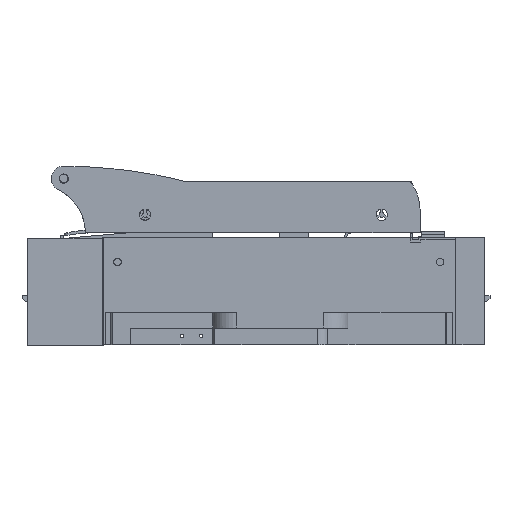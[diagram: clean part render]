
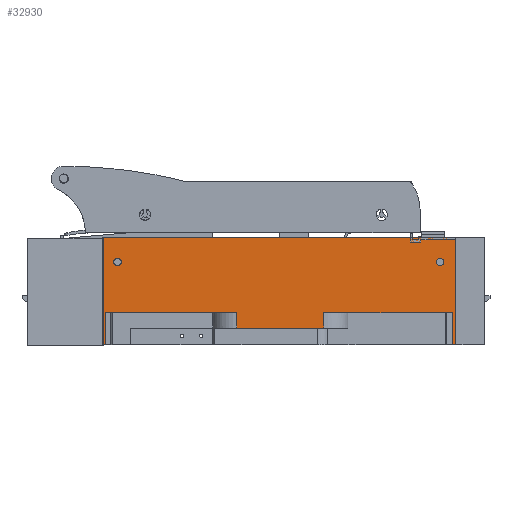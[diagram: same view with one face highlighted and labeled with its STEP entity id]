
A CAD part, front view. The second image highlights one B-rep face of the part: STEP entity #32930.
In plain terms, the highlighted face is planar.
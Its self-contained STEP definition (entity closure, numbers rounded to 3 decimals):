
#32819=AXIS2_PLACEMENT_3D('Plane Axis2P3D',#32816,#32817,#32818) ;
#32896=AXIS2_PLACEMENT_3D('Circle Axis2P3D',#32894,#32895,$) ;
#32905=AXIS2_PLACEMENT_3D('Circle Axis2P3D',#32903,#32904,$) ;
#32914=AXIS2_PLACEMENT_3D('Circle Axis2P3D',#32912,#32913,$) ;
#32923=AXIS2_PLACEMENT_3D('Circle Axis2P3D',#32921,#32922,$) ;
#31759=CARTESIAN_POINT('Vertex',(-115.,34.25,0.)) ;
#31762=CARTESIAN_POINT('Line Origine',(-114.,34.25,0.)) ;
#31766=CARTESIAN_POINT('Vertex',(-113.,34.25,0.)) ;
#31906=CARTESIAN_POINT('Vertex',(113.,34.25,0.)) ;
#31909=CARTESIAN_POINT('Line Origine',(114.,34.25,0.)) ;
#31913=CARTESIAN_POINT('Vertex',(115.,34.25,0.)) ;
#32714=CARTESIAN_POINT('Vertex',(-115.,34.25,70.)) ;
#32717=CARTESIAN_POINT('Line Origine',(-115.,34.25,35.)) ;
#32816=CARTESIAN_POINT('Axis2P3D Location',(0.,34.25,0.)) ;
#32821=CARTESIAN_POINT('Line Origine',(-29.25,34.25,16.)) ;
#32825=CARTESIAN_POINT('Vertex',(-29.25,34.25,11.)) ;
#32827=CARTESIAN_POINT('Vertex',(-29.25,34.25,21.)) ;
#32830=CARTESIAN_POINT('Line Origine',(-71.125,34.25,21.)) ;
#32834=CARTESIAN_POINT('Vertex',(-113.,34.25,21.)) ;
#32837=CARTESIAN_POINT('Line Origine',(-113.,34.25,10.5)) ;
#32842=CARTESIAN_POINT('Line Origine',(0.,34.25,70.)) ;
#32846=CARTESIAN_POINT('Vertex',(115.,34.25,70.)) ;
#32849=CARTESIAN_POINT('Line Origine',(115.,34.25,35.)) ;
#32854=CARTESIAN_POINT('Line Origine',(113.,34.25,10.5)) ;
#32858=CARTESIAN_POINT('Vertex',(113.,34.25,21.)) ;
#32861=CARTESIAN_POINT('Line Origine',(70.125,34.25,21.)) ;
#32865=CARTESIAN_POINT('Vertex',(27.25,34.25,21.)) ;
#32868=CARTESIAN_POINT('Line Origine',(27.25,34.25,16.)) ;
#32872=CARTESIAN_POINT('Vertex',(27.25,34.25,11.)) ;
#32875=CARTESIAN_POINT('Line Origine',(-1.,34.25,11.)) ;
#32894=CARTESIAN_POINT('Axis2P3D Location',(105.,34.25,54.)) ;
#32898=CARTESIAN_POINT('Vertex',(105.,34.25,51.5)) ;
#32900=CARTESIAN_POINT('Vertex',(105.,34.25,56.5)) ;
#32903=CARTESIAN_POINT('Axis2P3D Location',(105.,34.25,54.)) ;
#32912=CARTESIAN_POINT('Axis2P3D Location',(-105.,34.25,54.)) ;
#32916=CARTESIAN_POINT('Vertex',(-105.,34.25,56.5)) ;
#32918=CARTESIAN_POINT('Vertex',(-105.,34.25,51.5)) ;
#32921=CARTESIAN_POINT('Axis2P3D Location',(-105.,34.25,54.)) ;
#31763=DIRECTION('Vector Direction',(-1.,0.,0.)) ;
#31910=DIRECTION('Vector Direction',(-1.,0.,0.)) ;
#32718=DIRECTION('Vector Direction',(0.,0.,-1.)) ;
#32817=DIRECTION('Axis2P3D Direction',(0.,1.,0.)) ;
#32818=DIRECTION('Axis2P3D XDirection',(0.,0.,1.)) ;
#32822=DIRECTION('Vector Direction',(0.,0.,1.)) ;
#32831=DIRECTION('Vector Direction',(-1.,0.,0.)) ;
#32838=DIRECTION('Vector Direction',(0.,0.,1.)) ;
#32843=DIRECTION('Vector Direction',(1.,0.,0.)) ;
#32850=DIRECTION('Vector Direction',(0.,0.,1.)) ;
#32855=DIRECTION('Vector Direction',(0.,0.,1.)) ;
#32862=DIRECTION('Vector Direction',(-1.,0.,0.)) ;
#32869=DIRECTION('Vector Direction',(0.,0.,1.)) ;
#32876=DIRECTION('Vector Direction',(1.,0.,0.)) ;
#32895=DIRECTION('Axis2P3D Direction',(0.,1.,0.)) ;
#32904=DIRECTION('Axis2P3D Direction',(0.,1.,0.)) ;
#32913=DIRECTION('Axis2P3D Direction',(0.,1.,0.)) ;
#32922=DIRECTION('Axis2P3D Direction',(0.,1.,0.)) ;
#31764=VECTOR('Line Direction',#31763,1.) ;
#31911=VECTOR('Line Direction',#31910,1.) ;
#32719=VECTOR('Line Direction',#32718,1.) ;
#32823=VECTOR('Line Direction',#32822,1.) ;
#32832=VECTOR('Line Direction',#32831,1.) ;
#32839=VECTOR('Line Direction',#32838,1.) ;
#32844=VECTOR('Line Direction',#32843,1.) ;
#32851=VECTOR('Line Direction',#32850,1.) ;
#32856=VECTOR('Line Direction',#32855,1.) ;
#32863=VECTOR('Line Direction',#32862,1.) ;
#32870=VECTOR('Line Direction',#32869,1.) ;
#32877=VECTOR('Line Direction',#32876,1.) ;
#32881=ORIENTED_EDGE('',*,*,#32829,.T.) ;
#32882=ORIENTED_EDGE('',*,*,#32836,.T.) ;
#32883=ORIENTED_EDGE('',*,*,#32841,.F.) ;
#32884=ORIENTED_EDGE('',*,*,#31768,.T.) ;
#32885=ORIENTED_EDGE('',*,*,#32721,.F.) ;
#32886=ORIENTED_EDGE('',*,*,#32848,.T.) ;
#32887=ORIENTED_EDGE('',*,*,#32853,.F.) ;
#32888=ORIENTED_EDGE('',*,*,#31915,.T.) ;
#32889=ORIENTED_EDGE('',*,*,#32860,.T.) ;
#32890=ORIENTED_EDGE('',*,*,#32867,.T.) ;
#32891=ORIENTED_EDGE('',*,*,#32874,.F.) ;
#32892=ORIENTED_EDGE('',*,*,#32879,.F.) ;
#32909=ORIENTED_EDGE('',*,*,#32902,.F.) ;
#32910=ORIENTED_EDGE('',*,*,#32907,.F.) ;
#32927=ORIENTED_EDGE('',*,*,#32920,.F.) ;
#32928=ORIENTED_EDGE('',*,*,#32925,.F.) ;
#32911=FACE_BOUND('',#32908,.T.) ;
#32929=FACE_BOUND('',#32926,.T.) ;
#32930=ADVANCED_FACE('Hauptkoerper nicht benutzen',(#32893,#32911,#32929),#32820,.T.) ;
#32897=CIRCLE('generated circle',#32896,2.5) ;
#32906=CIRCLE('generated circle',#32905,2.5) ;
#32915=CIRCLE('generated circle',#32914,2.5) ;
#32924=CIRCLE('generated circle',#32923,2.5) ;
#31768=EDGE_CURVE('',#31767,#31760,#31765,.T.) ;
#31915=EDGE_CURVE('',#31914,#31907,#31912,.T.) ;
#32721=EDGE_CURVE('',#32715,#31760,#32720,.T.) ;
#32829=EDGE_CURVE('',#32826,#32828,#32824,.T.) ;
#32836=EDGE_CURVE('',#32828,#32835,#32833,.T.) ;
#32841=EDGE_CURVE('',#31767,#32835,#32840,.T.) ;
#32848=EDGE_CURVE('',#32715,#32847,#32845,.T.) ;
#32853=EDGE_CURVE('',#31914,#32847,#32852,.T.) ;
#32860=EDGE_CURVE('',#31907,#32859,#32857,.T.) ;
#32867=EDGE_CURVE('',#32859,#32866,#32864,.T.) ;
#32874=EDGE_CURVE('',#32873,#32866,#32871,.T.) ;
#32879=EDGE_CURVE('',#32826,#32873,#32878,.T.) ;
#32902=EDGE_CURVE('',#32899,#32901,#32897,.T.) ;
#32907=EDGE_CURVE('',#32901,#32899,#32906,.T.) ;
#32920=EDGE_CURVE('',#32917,#32919,#32915,.T.) ;
#32925=EDGE_CURVE('',#32919,#32917,#32924,.T.) ;
#32880=EDGE_LOOP('',(#32881,#32882,#32883,#32884,#32885,#32886,#32887,#32888,#32889,#32890,#32891,#32892)) ;
#32908=EDGE_LOOP('',(#32909,#32910)) ;
#32926=EDGE_LOOP('',(#32927,#32928)) ;
#32893=FACE_OUTER_BOUND('',#32880,.T.) ;
#31765=LINE('Line',#31762,#31764) ;
#31912=LINE('Line',#31909,#31911) ;
#32720=LINE('Line',#32717,#32719) ;
#32824=LINE('Line',#32821,#32823) ;
#32833=LINE('Line',#32830,#32832) ;
#32840=LINE('Line',#32837,#32839) ;
#32845=LINE('Line',#32842,#32844) ;
#32852=LINE('Line',#32849,#32851) ;
#32857=LINE('Line',#32854,#32856) ;
#32864=LINE('Line',#32861,#32863) ;
#32871=LINE('Line',#32868,#32870) ;
#32878=LINE('Line',#32875,#32877) ;
#32820=PLANE('Plane',#32819) ;
#31760=VERTEX_POINT('',#31759) ;
#31767=VERTEX_POINT('',#31766) ;
#31907=VERTEX_POINT('',#31906) ;
#31914=VERTEX_POINT('',#31913) ;
#32715=VERTEX_POINT('',#32714) ;
#32826=VERTEX_POINT('',#32825) ;
#32828=VERTEX_POINT('',#32827) ;
#32835=VERTEX_POINT('',#32834) ;
#32847=VERTEX_POINT('',#32846) ;
#32859=VERTEX_POINT('',#32858) ;
#32866=VERTEX_POINT('',#32865) ;
#32873=VERTEX_POINT('',#32872) ;
#32899=VERTEX_POINT('',#32898) ;
#32901=VERTEX_POINT('',#32900) ;
#32917=VERTEX_POINT('',#32916) ;
#32919=VERTEX_POINT('',#32918) ;
